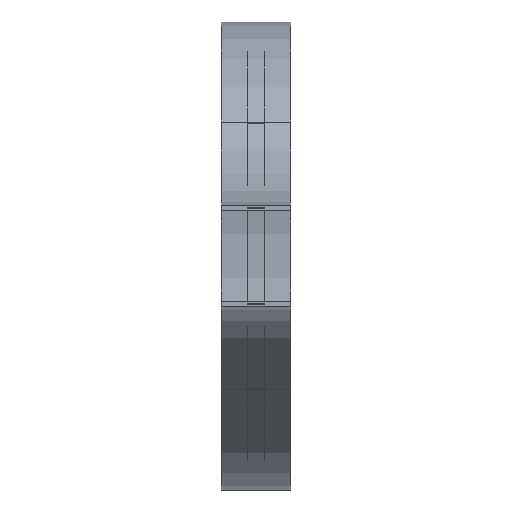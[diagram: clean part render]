
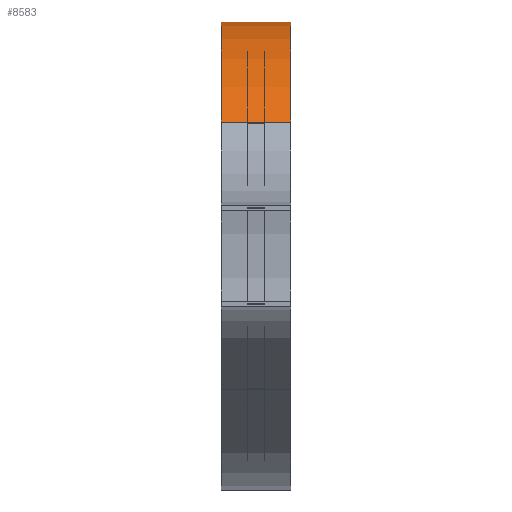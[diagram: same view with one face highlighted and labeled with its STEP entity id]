
A CAD part, front view. The second image highlights one B-rep face of the part: STEP entity #8583.
In plain terms, the highlighted cylindrical face has radius 500 mm (diameter 1000 mm), a partial arc.
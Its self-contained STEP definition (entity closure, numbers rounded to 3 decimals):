
#246 = VECTOR ( 'NONE', #5794, 1000. ) ;
#262 = LINE ( 'NONE', #685, #1940 ) ;
#673 = CARTESIAN_POINT ( 'NONE',  ( -48.5, -754.378, 225.354 ) ) ;
#685 = CARTESIAN_POINT ( 'NONE',  ( 2., -402.51, 370.123 ) ) ;
#972 = DIRECTION ( 'NONE',  ( 0., 0., 1. ) ) ;
#974 = CARTESIAN_POINT ( 'NONE',  ( -48.5, -402.51, 370.123 ) ) ;
#1084 = DIRECTION ( 'NONE',  ( -1., 0., 0. ) ) ;
#1403 = ORIENTED_EDGE ( 'NONE', *, *, #1726, .T. ) ;
#1625 = DIRECTION ( 'NONE',  ( 0., 0., 1. ) ) ;
#1715 = VERTEX_POINT ( 'NONE', #2998 ) ;
#1718 = ORIENTED_EDGE ( 'NONE', *, *, #7049, .T. ) ;
#1726 = EDGE_CURVE ( 'NONE', #2468, #5793, #1886, .T. ) ;
#1830 = AXIS2_PLACEMENT_3D ( 'NONE', #3649, #5568, #1625 ) ;
#1886 = CIRCLE ( 'NONE', #1830, 500. ) ;
#1940 = VECTOR ( 'NONE', #2739, 1000. ) ;
#2242 = LINE ( 'NONE', #6569, #246 ) ;
#2403 = DIRECTION ( 'NONE',  ( 1., 0., 0. ) ) ;
#2468 = VERTEX_POINT ( 'NONE', #974 ) ;
#2739 = DIRECTION ( 'NONE',  ( -1., 0., 0. ) ) ;
#2998 = CARTESIAN_POINT ( 'NONE',  ( 52.5, -754.378, 225.354 ) ) ;
#3005 = EDGE_CURVE ( 'NONE', #4779, #1715, #7420, .T. ) ;
#3079 = FACE_OUTER_BOUND ( 'NONE', #5652, .T. ) ;
#3649 = CARTESIAN_POINT ( 'NONE',  ( -48.5, -402.51, -129.877 ) ) ;
#4329 = CYLINDRICAL_SURFACE ( 'NONE', #6352, 500. ) ;
#4779 = VERTEX_POINT ( 'NONE', #8049 ) ;
#5234 = ORIENTED_EDGE ( 'NONE', *, *, #3005, .F. ) ;
#5568 = DIRECTION ( 'NONE',  ( 1., 0., 0. ) ) ;
#5652 = EDGE_LOOP ( 'NONE', ( #5234, #1718, #1403, #5968 ) ) ;
#5740 = DIRECTION ( 'NONE',  ( 0., 0., 1. ) ) ;
#5793 = VERTEX_POINT ( 'NONE', #673 ) ;
#5794 = DIRECTION ( 'NONE',  ( 1., 0., 0. ) ) ;
#5968 = ORIENTED_EDGE ( 'NONE', *, *, #7366, .T. ) ;
#6340 = AXIS2_PLACEMENT_3D ( 'NONE', #6432, #2403, #5740 ) ;
#6352 = AXIS2_PLACEMENT_3D ( 'NONE', #7753, #1084, #972 ) ;
#6432 = CARTESIAN_POINT ( 'NONE',  ( 52.5, -402.51, -129.877 ) ) ;
#6569 = CARTESIAN_POINT ( 'NONE',  ( 2., -754.378, 225.354 ) ) ;
#7049 = EDGE_CURVE ( 'NONE', #4779, #2468, #262, .T. ) ;
#7366 = EDGE_CURVE ( 'NONE', #5793, #1715, #2242, .T. ) ;
#7420 = CIRCLE ( 'NONE', #6340, 500. ) ;
#7753 = CARTESIAN_POINT ( 'NONE',  ( 2., -402.51, -129.877 ) ) ;
#8049 = CARTESIAN_POINT ( 'NONE',  ( 52.5, -402.51, 370.123 ) ) ;
#8583 = ADVANCED_FACE ( 'NONE', ( #3079 ), #4329, .T. ) ;
